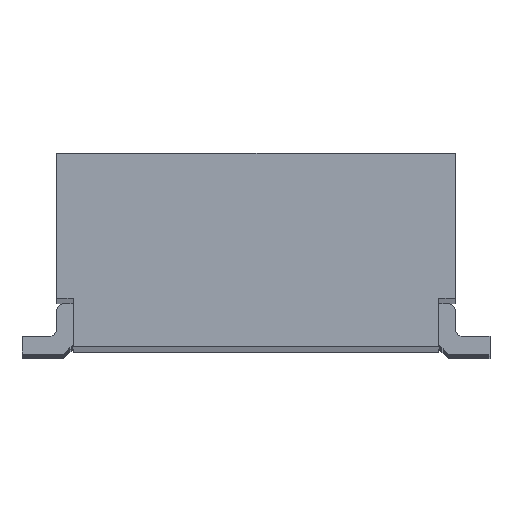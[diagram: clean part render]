
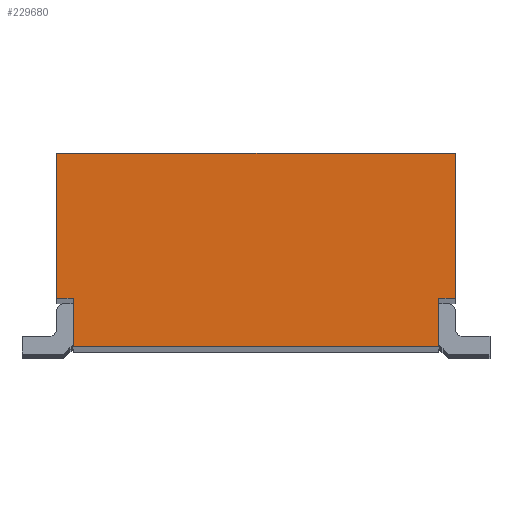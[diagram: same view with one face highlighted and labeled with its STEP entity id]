
A CAD part, top view. The second image highlights one B-rep face of the part: STEP entity #229680.
In plain terms, the highlighted planar face has unit normal (0, 0, 1).
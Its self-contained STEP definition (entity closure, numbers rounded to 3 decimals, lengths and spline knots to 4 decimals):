
#223920=CARTESIAN_POINT('',(1.32,0.,5.185));
#223930=DIRECTION('',(-1.,0.,0.));
#223940=VECTOR('',#223930,1.);
#223950=LINE('',#223920,#223940);
#223960=CARTESIAN_POINT('',(1.32,0.,5.185));
#223970=VERTEX_POINT('',#223960);
#223980=CARTESIAN_POINT('',(-1.32,0.,5.185));
#223990=VERTEX_POINT('',#223980);
#224000=EDGE_CURVE('',#223970,#223990,#223950,.T.);
#229060=CARTESIAN_POINT('',(1.32,0.,5.185));
#229070=DIRECTION('',(0.,0.,1.));
#229080=DIRECTION('',(1.,0.,0.));
#229090=AXIS2_PLACEMENT_3D('',#229060,#229070,#229080);
#229100=PLANE('',#229090);
#229110=CARTESIAN_POINT('',(-1.32,0.35,5.185));
#229120=DIRECTION('',(0.,-1.,0.));
#229130=VECTOR('',#229120,1.);
#229140=LINE('',#229110,#229130);
#229150=CARTESIAN_POINT('',(-1.32,0.35,5.185));
#229160=VERTEX_POINT('',#229150);
#229170=EDGE_CURVE('',#229160,#223990,#229140,.T.);
#229180=ORIENTED_EDGE('',*,*,#229170,.T.);
#229190=CARTESIAN_POINT('',(-1.32,0.35,5.185));
#229200=DIRECTION('',(-1.,0.,0.));
#229210=VECTOR('',#229200,1.);
#229220=LINE('',#229190,#229210);
#229230=CARTESIAN_POINT('',(-1.44,0.35,5.185));
#229240=VERTEX_POINT('',#229230);
#229250=EDGE_CURVE('',#229160,#229240,#229220,.T.);
#229260=ORIENTED_EDGE('',*,*,#229250,.F.);
#229270=CARTESIAN_POINT('',(-1.44,0.35,5.185));
#229280=DIRECTION('',(0.,1.,0.));
#229290=VECTOR('',#229280,1.);
#229300=LINE('',#229270,#229290);
#229310=CARTESIAN_POINT('',(-1.44,1.4,5.185));
#229320=VERTEX_POINT('',#229310);
#229330=EDGE_CURVE('',#229240,#229320,#229300,.T.);
#229340=ORIENTED_EDGE('',*,*,#229330,.F.);
#229350=CARTESIAN_POINT('',(0.,1.4,5.185));
#229360=DIRECTION('',(1.,0.,0.));
#229370=VECTOR('',#229360,1.);
#229380=LINE('',#229350,#229370);
#229390=CARTESIAN_POINT('',(1.44,1.4,5.185));
#229400=VERTEX_POINT('',#229390);
#229410=EDGE_CURVE('',#229320,#229400,#229380,.T.);
#229420=ORIENTED_EDGE('',*,*,#229410,.F.);
#229430=CARTESIAN_POINT('',(1.44,0.35,5.185));
#229440=DIRECTION('',(0.,1.,0.));
#229450=VECTOR('',#229440,1.);
#229460=LINE('',#229430,#229450);
#229470=CARTESIAN_POINT('',(1.44,0.35,5.185));
#229480=VERTEX_POINT('',#229470);
#229490=EDGE_CURVE('',#229480,#229400,#229460,.T.);
#229500=ORIENTED_EDGE('',*,*,#229490,.T.);
#229510=CARTESIAN_POINT('',(1.32,0.35,5.185));
#229520=DIRECTION('',(1.,0.,0.));
#229530=VECTOR('',#229520,1.);
#229540=LINE('',#229510,#229530);
#229550=CARTESIAN_POINT('',(1.32,0.35,5.185));
#229560=VERTEX_POINT('',#229550);
#229570=EDGE_CURVE('',#229560,#229480,#229540,.T.);
#229580=ORIENTED_EDGE('',*,*,#229570,.T.);
#229590=CARTESIAN_POINT('',(1.32,0.35,5.185));
#229600=DIRECTION('',(0.,-1.,0.));
#229610=VECTOR('',#229600,1.);
#229620=LINE('',#229590,#229610);
#229630=EDGE_CURVE('',#229560,#223970,#229620,.T.);
#229640=ORIENTED_EDGE('',*,*,#229630,.F.);
#229650=ORIENTED_EDGE('',*,*,#224000,.F.);
#229660=EDGE_LOOP('',(#229650,#229640,#229580,#229500,#229420,#229340,
#229260,#229180));
#229670=FACE_OUTER_BOUND('',#229660,.T.);
#229680=ADVANCED_FACE('',(#229670),#229100,.T.);
